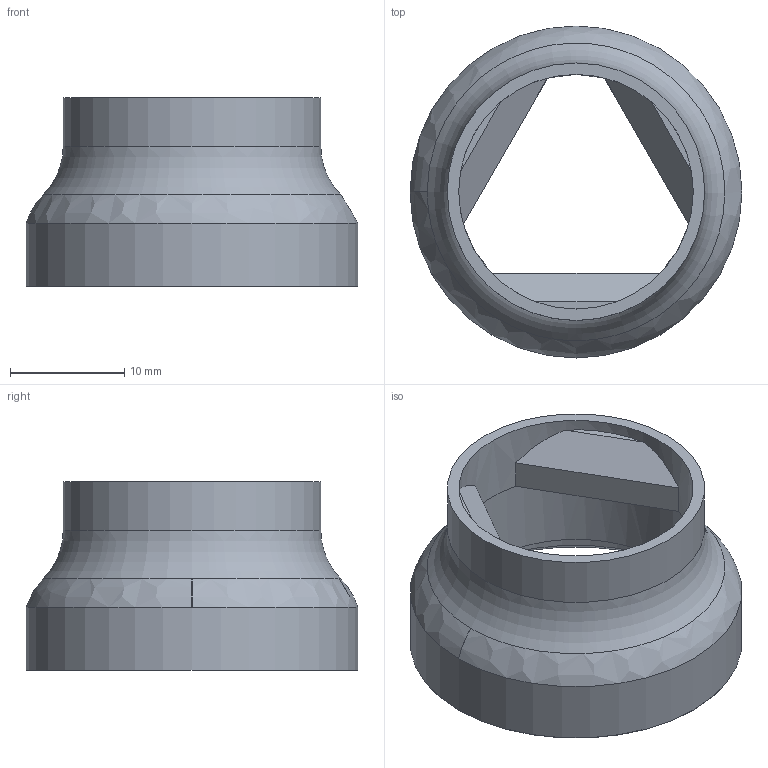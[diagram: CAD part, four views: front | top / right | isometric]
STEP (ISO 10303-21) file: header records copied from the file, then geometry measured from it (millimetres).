
FILE_DESCRIPTION(/* description */ (''),/* implementation_level */ '2;1');
FILE_NAME(/* name */ 'hood.step',/* time_stamp */ '2025-11-09T18:53:16+01:00',/* author */ (''),/* organization */ (''),/* preprocessor_version */ 'ST-DEVELOPER v20.1',/* originating_system */ 'Autodesk Translation Framework v14.21.0.0',/* authorisation */ '');
FILE_SCHEMA (('AUTOMOTIVE_DESIGN { 1 0 10303 214 3 1 1 }'));
Length unit declared in the file: millimetre
Products named in the file (1): hood
Bounding box: 29 x 29 x 16.5 mm (x, y, z)
Volume: 2420.5 mm3; surface area: 3272.5 mm2
Topology: 1 solids, 1 shells, 45 faces, 115 edges, 74 vertices
Faces by surface type: plane 34, cylinder 6, bspline 2, torus 2, cone 1
Full cylindrical faces by diameter (mm): 20.5 x1, 20.75 x1, 22.5 x1, 25 x1, 27.75 x1, 29 x1
Entity records: 1499 total; most frequent: CARTESIAN_POINT 339, DIRECTION 245, ORIENTED_EDGE 230, EDGE_CURVE 115, AXIS2_PLACEMENT_3D 89, VERTEX_POINT 74, LINE 67, VECTOR 67
